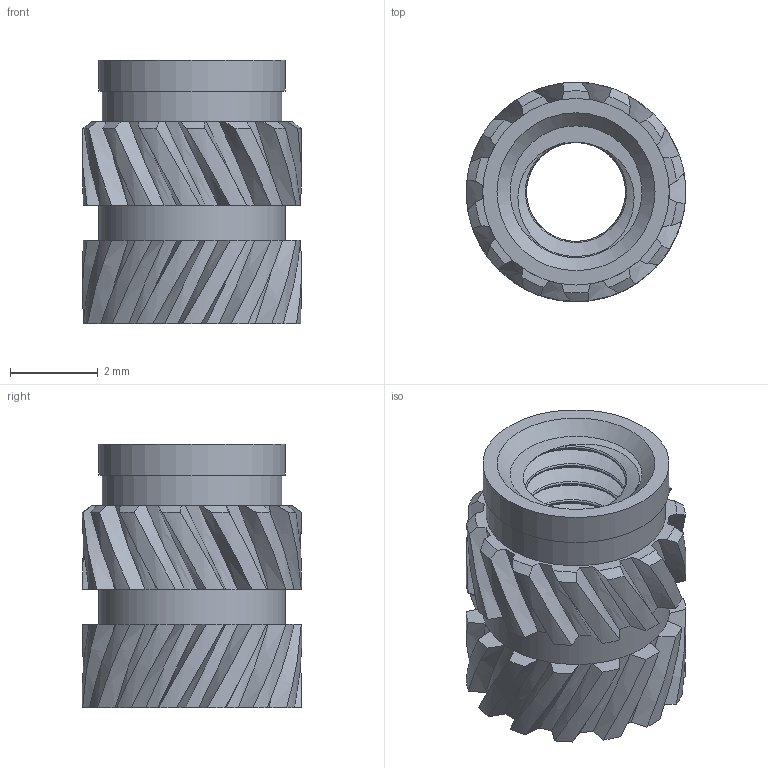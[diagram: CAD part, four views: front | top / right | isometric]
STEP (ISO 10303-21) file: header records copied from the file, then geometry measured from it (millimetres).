
FILE_DESCRIPTION(/* description */ (''),/* implementation_level */ '2;1');
FILE_NAME(/* name */ 'Insert Nut M3_L6.0_D5.0.stp',/* time_stamp */ '2025-03-30T21:58:37+05:00',/* author */ ('Vladimir'),/* organization */ (''),/* preprocessor_version */ 'ST-DEVELOPER v20',/* originating_system */ 'Autodesk Inventor 2025',/* authorisation */ '');
FILE_SCHEMA (('AUTOMOTIVE_DESIGN { 1 0 10303 214 3 1 1 }'));
Length unit declared in the file: millimetre
Products named in the file (1): Впалавляемая резьбовая 
втулка M3_L6.0_D5.0
Bounding box: 4.99 x 5 x 6 mm (x, y, z)
Volume: 60 mm3; surface area: 228.8 mm2
Topology: 1 solids, 1 shells, 181 faces, 472 edges, 296 vertices
Faces by surface type: bspline 90, cylinder 42, plane 33, cone 16
Full cylindrical faces by diameter (mm): 2.259 x4, 4.1 x1, 4.25 x2
Entity records: 9821 total; most frequent: CARTESIAN_POINT 6139, ORIENTED_EDGE 944, DIRECTION 473, EDGE_CURVE 472, B_SPLINE_CURVE_WITH_KNOTS 320, VERTEX_POINT 296, AXIS2_PLACEMENT_3D 229, EDGE_LOOP 186
